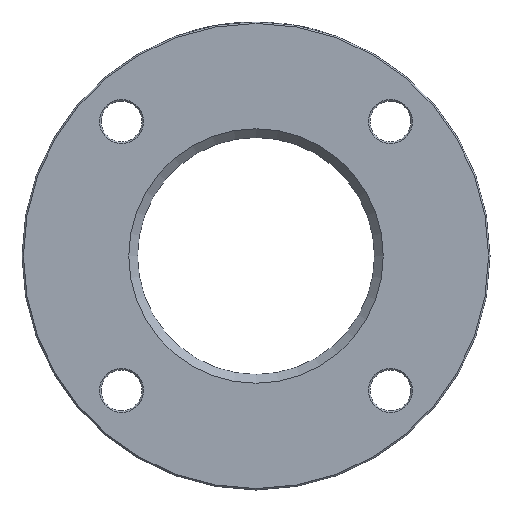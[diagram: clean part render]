
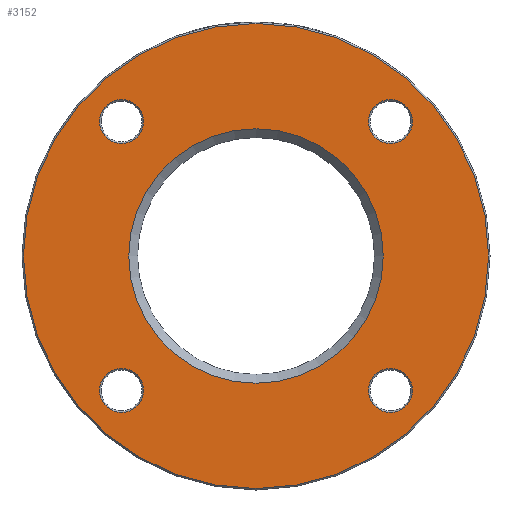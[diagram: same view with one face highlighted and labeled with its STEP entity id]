
A CAD part, left-side view. The second image highlights one B-rep face of the part: STEP entity #3152.
In plain terms, the highlighted planar face has unit normal (-1, 0, 0).
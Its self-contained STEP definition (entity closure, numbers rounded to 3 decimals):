
#25 = ORIENTED_EDGE ( 'NONE', *, *, #1819, .T. ) ;
#37 = VERTEX_POINT ( 'NONE', #1516 ) ;
#95 = EDGE_LOOP ( 'NONE', ( #25 ) ) ;
#141 = AXIS2_PLACEMENT_3D ( 'NONE', #386, #2175, #3174 ) ;
#167 = DIRECTION ( 'NONE',  ( 0., 0., -1. ) ) ;
#379 = CIRCLE ( 'NONE', #3171, 7.5 ) ;
#386 = CARTESIAN_POINT ( 'NONE',  ( 0., 45.962, 45.962 ) ) ;
#406 = EDGE_CURVE ( 'NONE', #2530, #2530, #3080, .T. ) ;
#451 = FACE_BOUND ( 'NONE', #2930, .T. ) ;
#539 = DIRECTION ( 'NONE',  ( 1., 0., 0. ) ) ;
#813 = CARTESIAN_POINT ( 'NONE',  ( 0., 45.962, 38.462 ) ) ;
#816 = AXIS2_PLACEMENT_3D ( 'NONE', #2185, #1135, #1157 ) ;
#965 = EDGE_LOOP ( 'NONE', ( #3943 ) ) ;
#1115 = DIRECTION ( 'NONE',  ( 1., 0., 0. ) ) ;
#1135 = DIRECTION ( 'NONE',  ( 1., 0., 0. ) ) ;
#1157 = DIRECTION ( 'NONE',  ( 0., 0., -1. ) ) ;
#1282 = CIRCLE ( 'NONE', #3690, 79.5 ) ;
#1416 = DIRECTION ( 'NONE',  ( 0., 0., -1. ) ) ;
#1470 = VERTEX_POINT ( 'NONE', #2932 ) ;
#1483 = CARTESIAN_POINT ( 'NONE',  ( 0., 0., 0. ) ) ;
#1516 = CARTESIAN_POINT ( 'NONE',  ( 0., 0., -43.5 ) ) ;
#1558 = FACE_BOUND ( 'NONE', #1691, .T. ) ;
#1606 = FACE_BOUND ( 'NONE', #965, .T. ) ;
#1639 = ORIENTED_EDGE ( 'NONE', *, *, #3411, .T. ) ;
#1691 = EDGE_LOOP ( 'NONE', ( #4428 ) ) ;
#1736 = CARTESIAN_POINT ( 'NONE',  ( 0., -45.962, 45.962 ) ) ;
#1819 = EDGE_CURVE ( 'NONE', #4073, #4073, #4227, .T. ) ;
#2108 = DIRECTION ( 'NONE',  ( 0., 0., -1. ) ) ;
#2175 = DIRECTION ( 'NONE',  ( 1., 0., 0. ) ) ;
#2181 = VERTEX_POINT ( 'NONE', #3633 ) ;
#2185 = CARTESIAN_POINT ( 'NONE',  ( 0., -45.962, -45.962 ) ) ;
#2242 = VERTEX_POINT ( 'NONE', #2957 ) ;
#2270 = CARTESIAN_POINT ( 'NONE',  ( 0., -45.962, -53.462 ) ) ;
#2309 = CARTESIAN_POINT ( 'NONE',  ( 0., 40.5, 0. ) ) ;
#2372 = CARTESIAN_POINT ( 'NONE',  ( 0., 0., 0. ) ) ;
#2530 = VERTEX_POINT ( 'NONE', #2270 ) ;
#2669 = PLANE ( 'NONE',  #3315 ) ;
#2882 = EDGE_CURVE ( 'NONE', #2181, #2181, #4545, .T. ) ;
#2930 = EDGE_LOOP ( 'NONE', ( #3526 ) ) ;
#2932 = CARTESIAN_POINT ( 'NONE',  ( 0., -45.962, 38.462 ) ) ;
#2954 = ORIENTED_EDGE ( 'NONE', *, *, #2882, .T. ) ;
#2957 = CARTESIAN_POINT ( 'NONE',  ( 0., 0., -79.5 ) ) ;
#2985 = CARTESIAN_POINT ( 'NONE',  ( 0., 45.962, -45.962 ) ) ;
#2998 = FACE_BOUND ( 'NONE', #4501, .T. ) ;
#3080 = CIRCLE ( 'NONE', #816, 7.5 ) ;
#3152 = ADVANCED_FACE ( 'NONE', ( #1558, #3407, #451, #1606, #2998, #3710 ), #2669, .F. ) ;
#3156 = DIRECTION ( 'NONE',  ( 1., 0., 0. ) ) ;
#3171 = AXIS2_PLACEMENT_3D ( 'NONE', #1736, #3156, #2108 ) ;
#3174 = DIRECTION ( 'NONE',  ( 0., 0., -1. ) ) ;
#3287 = DIRECTION ( 'NONE',  ( -1., 0., 0. ) ) ;
#3315 = AXIS2_PLACEMENT_3D ( 'NONE', #2309, #4114, #167 ) ;
#3407 = FACE_OUTER_BOUND ( 'NONE', #4555, .T. ) ;
#3411 = EDGE_CURVE ( 'NONE', #2242, #2242, #1282, .T. ) ;
#3421 = DIRECTION ( 'NONE',  ( 0., 0., -1. ) ) ;
#3526 = ORIENTED_EDGE ( 'NONE', *, *, #4631, .T. ) ;
#3633 = CARTESIAN_POINT ( 'NONE',  ( 0., 45.962, -53.462 ) ) ;
#3690 = AXIS2_PLACEMENT_3D ( 'NONE', #1483, #3287, #1416 ) ;
#3710 = FACE_BOUND ( 'NONE', #95, .T. ) ;
#3920 = AXIS2_PLACEMENT_3D ( 'NONE', #2985, #1115, #4437 ) ;
#3943 = ORIENTED_EDGE ( 'NONE', *, *, #406, .T. ) ;
#4073 = VERTEX_POINT ( 'NONE', #813 ) ;
#4114 = DIRECTION ( 'NONE',  ( 1., 0., 0. ) ) ;
#4227 = CIRCLE ( 'NONE', #141, 7.5 ) ;
#4309 = AXIS2_PLACEMENT_3D ( 'NONE', #2372, #539, #3421 ) ;
#4377 = CIRCLE ( 'NONE', #4309, 43.5 ) ;
#4428 = ORIENTED_EDGE ( 'NONE', *, *, #4547, .T. ) ;
#4437 = DIRECTION ( 'NONE',  ( 0., 0., -1. ) ) ;
#4501 = EDGE_LOOP ( 'NONE', ( #2954 ) ) ;
#4545 = CIRCLE ( 'NONE', #3920, 7.5 ) ;
#4547 = EDGE_CURVE ( 'NONE', #37, #37, #4377, .T. ) ;
#4555 = EDGE_LOOP ( 'NONE', ( #1639 ) ) ;
#4631 = EDGE_CURVE ( 'NONE', #1470, #1470, #379, .T. ) ;
